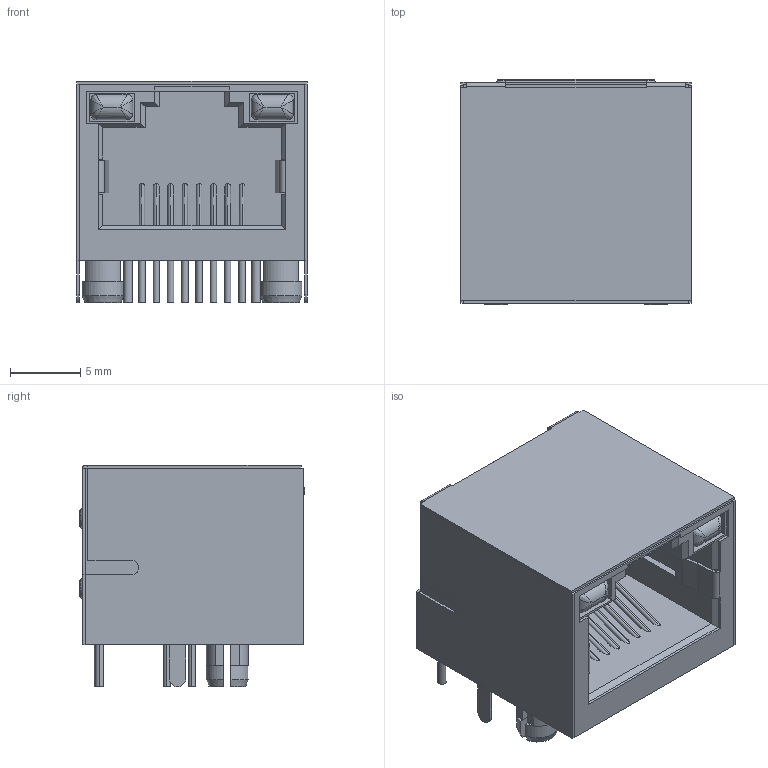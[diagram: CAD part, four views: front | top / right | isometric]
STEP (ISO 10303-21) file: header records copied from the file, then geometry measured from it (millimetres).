
FILE_DESCRIPTION (( 'STEP AP214' ), '1' );
FILE_NAME ('RJ45R08P-C000.STEP', '2022-10-21T01:06:39', ( '' ), ( '' ), 'SwSTEP 2.0', 'SolidWorks 2019', '' );
FILE_SCHEMA (( 'AUTOMOTIVE_DESIGN' ));
Length unit declared in the file: millimetre
Products named in the file (1): RJ45R08P-C000
Bounding box: 16.45 x 16.05 x 15.8 mm (x, y, z)
Volume: 2160.9 mm3; surface area: 3908.3 mm2
Topology: 25 solids, 25 shells, 345 faces, 760 edges, 466 vertices
Faces by surface type: plane 233, cylinder 92, bspline 8, torus 8, cone 4
Entity records: 11058 total; most frequent: CARTESIAN_POINT 2208, DIRECTION 1524, ORIENTED_EDGE 1504, EDGE_CURVE 752, LINE 544, VECTOR 544, AXIS2_PLACEMENT_3D 490, VERTEX_POINT 466
